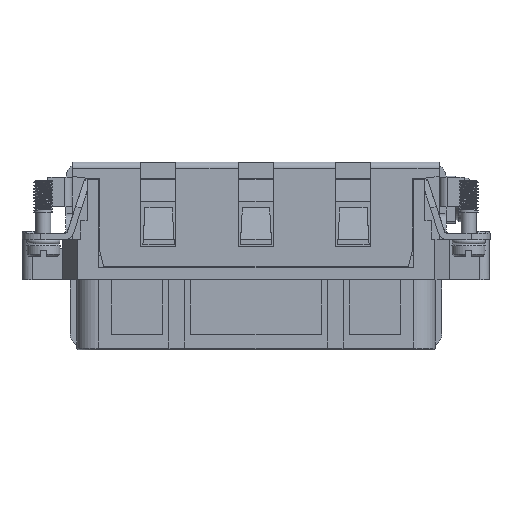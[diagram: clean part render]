
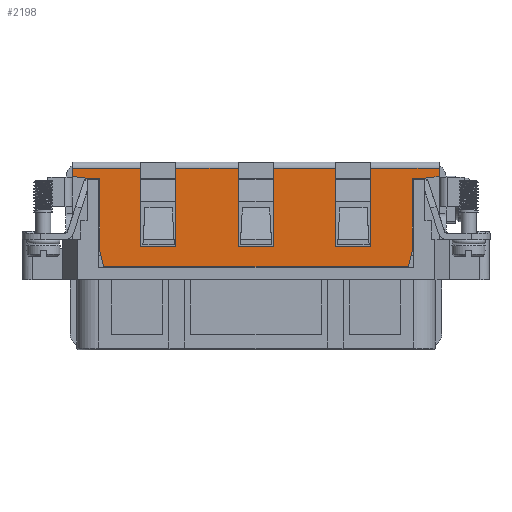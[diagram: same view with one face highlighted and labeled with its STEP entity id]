
A CAD part, front view. The second image highlights one B-rep face of the part: STEP entity #2198.
In plain terms, the highlighted planar face has unit normal (0, -1, 0).
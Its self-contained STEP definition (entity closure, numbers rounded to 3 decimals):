
#2198=ADVANCED_FACE('',(#3909),#3139,.T.);
#3139=PLANE('',#21903);
#3909=FACE_OUTER_BOUND('',#5083,.T.);
#5083=EDGE_LOOP('',(#8276,#8277,#8278,#8279,#8280,#8281,#8282,#8283,#8284,
#8285,#8286,#8287,#8288,#8289,#8290,#8291,#8292,#8293,#8294,#8295,#8296,
#8297,#8298,#8299));
#8276=ORIENTED_EDGE('',*,*,#15354,.T.);
#8277=ORIENTED_EDGE('',*,*,#15355,.T.);
#8278=ORIENTED_EDGE('',*,*,#15356,.T.);
#8279=ORIENTED_EDGE('',*,*,#15357,.F.);
#8280=ORIENTED_EDGE('',*,*,#15358,.F.);
#8281=ORIENTED_EDGE('',*,*,#15359,.F.);
#8282=ORIENTED_EDGE('',*,*,#15360,.F.);
#8283=ORIENTED_EDGE('',*,*,#15361,.F.);
#8284=ORIENTED_EDGE('',*,*,#15362,.F.);
#8285=ORIENTED_EDGE('',*,*,#15363,.T.);
#8286=ORIENTED_EDGE('',*,*,#15364,.F.);
#8287=ORIENTED_EDGE('',*,*,#15365,.F.);
#8288=ORIENTED_EDGE('',*,*,#14814,.F.);
#8289=ORIENTED_EDGE('',*,*,#15366,.T.);
#8290=ORIENTED_EDGE('',*,*,#15367,.F.);
#8291=ORIENTED_EDGE('',*,*,#15368,.F.);
#8292=ORIENTED_EDGE('',*,*,#15369,.T.);
#8293=ORIENTED_EDGE('',*,*,#15370,.T.);
#8294=ORIENTED_EDGE('',*,*,#15371,.T.);
#8295=ORIENTED_EDGE('',*,*,#15372,.T.);
#8296=ORIENTED_EDGE('',*,*,#15373,.T.);
#8297=ORIENTED_EDGE('',*,*,#15374,.T.);
#8298=ORIENTED_EDGE('',*,*,#15375,.F.);
#8299=ORIENTED_EDGE('',*,*,#15376,.F.);
#12577=VERTEX_POINT('',#29847);
#12578=VERTEX_POINT('',#29849);
#12923=VERTEX_POINT('',#31069);
#12924=VERTEX_POINT('',#31070);
#12925=VERTEX_POINT('',#31072);
#12926=VERTEX_POINT('',#31074);
#12927=VERTEX_POINT('',#31076);
#12928=VERTEX_POINT('',#31078);
#12929=VERTEX_POINT('',#31080);
#12930=VERTEX_POINT('',#31082);
#12931=VERTEX_POINT('',#31084);
#12932=VERTEX_POINT('',#31086);
#12933=VERTEX_POINT('',#31088);
#12934=VERTEX_POINT('',#31090);
#12935=VERTEX_POINT('',#31093);
#12936=VERTEX_POINT('',#31095);
#12937=VERTEX_POINT('',#31097);
#12938=VERTEX_POINT('',#31099);
#12939=VERTEX_POINT('',#31101);
#12940=VERTEX_POINT('',#31103);
#12941=VERTEX_POINT('',#31105);
#12942=VERTEX_POINT('',#31107);
#12943=VERTEX_POINT('',#31109);
#12944=VERTEX_POINT('',#31111);
#14814=EDGE_CURVE('',#12577,#12578,#17661,.T.);
#15354=EDGE_CURVE('',#12923,#12924,#18038,.T.);
#15355=EDGE_CURVE('',#12924,#12925,#18039,.T.);
#15356=EDGE_CURVE('',#12925,#12926,#18040,.T.);
#15357=EDGE_CURVE('',#12927,#12926,#18041,.T.);
#15358=EDGE_CURVE('',#12928,#12927,#18042,.T.);
#15359=EDGE_CURVE('',#12929,#12928,#18043,.T.);
#15360=EDGE_CURVE('',#12930,#12929,#18044,.T.);
#15361=EDGE_CURVE('',#12931,#12930,#18045,.T.);
#15362=EDGE_CURVE('',#12932,#12931,#18046,.T.);
#15363=EDGE_CURVE('',#12932,#12933,#18047,.T.);
#15364=EDGE_CURVE('',#12934,#12933,#18048,.T.);
#15365=EDGE_CURVE('',#12578,#12934,#18049,.T.);
#15366=EDGE_CURVE('',#12577,#12935,#18050,.T.);
#15367=EDGE_CURVE('',#12936,#12935,#18051,.T.);
#15368=EDGE_CURVE('',#12937,#12936,#18052,.T.);
#15369=EDGE_CURVE('',#12937,#12938,#18053,.T.);
#15370=EDGE_CURVE('',#12938,#12939,#18054,.T.);
#15371=EDGE_CURVE('',#12939,#12940,#18055,.T.);
#15372=EDGE_CURVE('',#12940,#12941,#18056,.T.);
#15373=EDGE_CURVE('',#12941,#12942,#18057,.T.);
#15374=EDGE_CURVE('',#12942,#12943,#18058,.T.);
#15375=EDGE_CURVE('',#12944,#12943,#18059,.T.);
#15376=EDGE_CURVE('',#12923,#12944,#18060,.T.);
#17661=LINE('',#29848,#19720);
#18038=LINE('',#31068,#20097);
#18039=LINE('',#31071,#20098);
#18040=LINE('',#31073,#20099);
#18041=LINE('',#31075,#20100);
#18042=LINE('',#31077,#20101);
#18043=LINE('',#31079,#20102);
#18044=LINE('',#31081,#20103);
#18045=LINE('',#31083,#20104);
#18046=LINE('',#31085,#20105);
#18047=LINE('',#31087,#20106);
#18048=LINE('',#31089,#20107);
#18049=LINE('',#31091,#20108);
#18050=LINE('',#31092,#20109);
#18051=LINE('',#31094,#20110);
#18052=LINE('',#31096,#20111);
#18053=LINE('',#31098,#20112);
#18054=LINE('',#31100,#20113);
#18055=LINE('',#31102,#20114);
#18056=LINE('',#31104,#20115);
#18057=LINE('',#31106,#20116);
#18058=LINE('',#31108,#20117);
#18059=LINE('',#31110,#20118);
#18060=LINE('',#31112,#20119);
#19720=VECTOR('',#24174,1.);
#20097=VECTOR('',#25307,1.);
#20098=VECTOR('',#25308,1.);
#20099=VECTOR('',#25309,1.);
#20100=VECTOR('',#25310,1.);
#20101=VECTOR('',#25311,1.);
#20102=VECTOR('',#25312,1.);
#20103=VECTOR('',#25313,1.);
#20104=VECTOR('',#25314,1.);
#20105=VECTOR('',#25315,1.);
#20106=VECTOR('',#25316,1.);
#20107=VECTOR('',#25317,1.);
#20108=VECTOR('',#25318,1.);
#20109=VECTOR('',#25319,1.);
#20110=VECTOR('',#25320,1.);
#20111=VECTOR('',#25321,1.);
#20112=VECTOR('',#25322,1.);
#20113=VECTOR('',#25323,1.);
#20114=VECTOR('',#25324,1.);
#20115=VECTOR('',#25325,1.);
#20116=VECTOR('',#25326,1.);
#20117=VECTOR('',#25327,1.);
#20118=VECTOR('',#25328,1.);
#20119=VECTOR('',#25329,1.);
#21903=AXIS2_PLACEMENT_3D('',#31113,#25330,#25331);
#24174=DIRECTION('',(0.,0.,-1.));
#25307=DIRECTION('',(0.,0.,1.));
#25308=DIRECTION('',(-1.,0.,0.));
#25309=DIRECTION('',(0.,0.,-1.));
#25310=DIRECTION('',(-0.994,0.,0.112));
#25311=DIRECTION('',(-1.,0.,0.));
#25312=DIRECTION('',(0.,0.,1.));
#25313=DIRECTION('',(-0.233,0.,0.972));
#25314=DIRECTION('',(-1.,0.,0.));
#25315=DIRECTION('',(-0.233,0.,-0.972));
#25316=DIRECTION('',(0.,0.,1.));
#25317=DIRECTION('',(-1.,0.,0.));
#25318=DIRECTION('',(-0.994,0.,-0.112));
#25319=DIRECTION('',(-1.,0.,0.));
#25320=DIRECTION('',(0.,0.,1.));
#25321=DIRECTION('',(1.,0.,0.));
#25322=DIRECTION('',(0.,0.,1.));
#25323=DIRECTION('',(-1.,0.,0.));
#25324=DIRECTION('',(0.,0.,-1.));
#25325=DIRECTION('',(-1.,0.,0.));
#25326=DIRECTION('',(0.,0.,1.));
#25327=DIRECTION('',(-1.,0.,0.));
#25328=DIRECTION('',(0.,0.,1.));
#25329=DIRECTION('',(1.,0.,0.));
#25330=DIRECTION('',(0.,-1.,0.));
#25331=DIRECTION('',(1.,0.,0.));
#29847=CARTESIAN_POINT('',(66.578,-11.122,17.7));
#29848=CARTESIAN_POINT('',(66.578,-11.122,18.7));
#29849=CARTESIAN_POINT('',(66.578,-11.122,16.4));
#31068=CARTESIAN_POINT('',(19.078,-11.122,5.2));
#31069=CARTESIAN_POINT('',(19.078,-11.122,5.2));
#31070=CARTESIAN_POINT('',(19.078,-11.122,17.7));
#31071=CARTESIAN_POINT('',(53.978,-11.122,17.7));
#31072=CARTESIAN_POINT('',(8.178,-11.122,17.7));
#31073=CARTESIAN_POINT('',(8.178,-11.122,18.7));
#31074=CARTESIAN_POINT('',(8.178,-11.122,16.4));
#31075=CARTESIAN_POINT('',(46.921,-11.122,12.014));
#31076=CARTESIAN_POINT('',(10.828,-11.122,16.1));
#31077=CARTESIAN_POINT('',(47.678,-11.122,16.1));
#31078=CARTESIAN_POINT('',(12.578,-11.122,16.1));
#31079=CARTESIAN_POINT('',(12.578,-11.122,59.443));
#31080=CARTESIAN_POINT('',(12.578,-11.122,4.5));
#31081=CARTESIAN_POINT('',(11.267,-11.122,9.961));
#31082=CARTESIAN_POINT('',(13.178,-11.122,2.));
#31083=CARTESIAN_POINT('',(54.078,-11.122,2.));
#31084=CARTESIAN_POINT('',(61.678,-11.122,2.));
#31085=CARTESIAN_POINT('',(65.734,-11.122,18.902));
#31086=CARTESIAN_POINT('',(62.278,-11.122,4.5));
#31087=CARTESIAN_POINT('',(62.278,-11.122,59.443));
#31088=CARTESIAN_POINT('',(62.278,-11.122,16.1));
#31089=CARTESIAN_POINT('',(66.578,-11.122,16.1));
#31090=CARTESIAN_POINT('',(63.928,-11.122,16.1));
#31091=CARTESIAN_POINT('',(66.835,-11.122,16.429));
#31092=CARTESIAN_POINT('',(53.978,-11.122,17.7));
#31093=CARTESIAN_POINT('',(55.678,-11.122,17.7));
#31094=CARTESIAN_POINT('',(55.678,-11.122,5.2));
#31095=CARTESIAN_POINT('',(55.678,-11.122,5.2));
#31096=CARTESIAN_POINT('',(50.078,-11.122,5.2));
#31097=CARTESIAN_POINT('',(50.078,-11.122,5.2));
#31098=CARTESIAN_POINT('',(50.078,-11.122,5.2));
#31099=CARTESIAN_POINT('',(50.078,-11.122,17.7));
#31100=CARTESIAN_POINT('',(53.978,-11.122,17.7));
#31101=CARTESIAN_POINT('',(40.178,-11.122,17.7));
#31102=CARTESIAN_POINT('',(40.178,-11.122,11.95));
#31103=CARTESIAN_POINT('',(40.178,-11.122,5.2));
#31104=CARTESIAN_POINT('',(37.378,-11.122,5.2));
#31105=CARTESIAN_POINT('',(34.578,-11.122,5.2));
#31106=CARTESIAN_POINT('',(34.578,-11.122,11.95));
#31107=CARTESIAN_POINT('',(34.578,-11.122,17.7));
#31108=CARTESIAN_POINT('',(53.978,-11.122,17.7));
#31109=CARTESIAN_POINT('',(24.678,-11.122,17.7));
#31110=CARTESIAN_POINT('',(24.678,-11.122,5.2));
#31111=CARTESIAN_POINT('',(24.678,-11.122,5.2));
#31112=CARTESIAN_POINT('',(19.078,-11.122,5.2));
#31113=CARTESIAN_POINT('',(53.978,-11.122,18.7));
